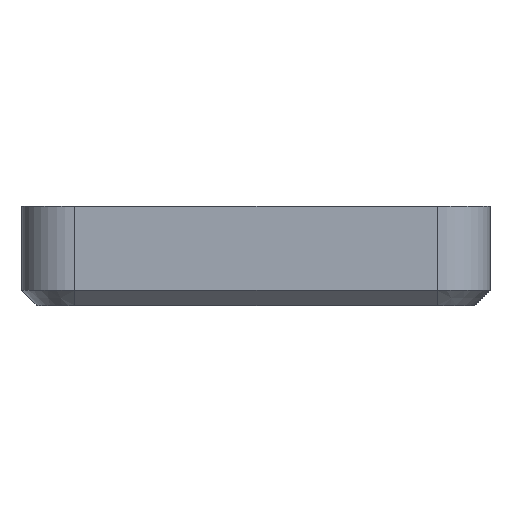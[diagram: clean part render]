
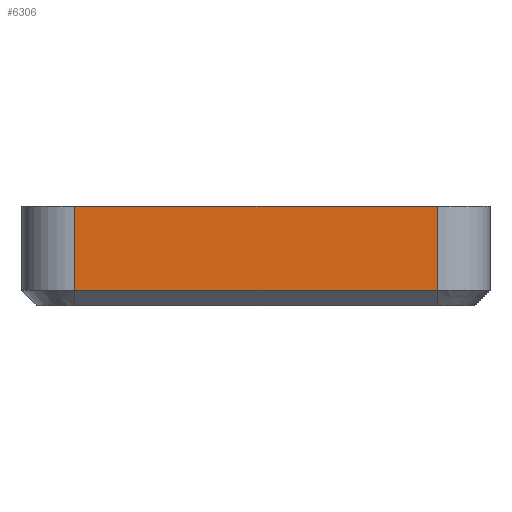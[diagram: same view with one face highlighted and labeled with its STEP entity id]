
A CAD part, left-side view. The second image highlights one B-rep face of the part: STEP entity #6306.
In plain terms, the highlighted planar face has unit normal (-1, 0, 0).
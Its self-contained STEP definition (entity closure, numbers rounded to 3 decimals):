
#842=FACE_OUTER_BOUND('',#1192,.T.);
#1192=EDGE_LOOP('',(#5705,#5706,#5707,#5708));
#1595=LINE('',#11506,#2199);
#1793=LINE('',#11931,#2397);
#1800=LINE('',#11947,#2404);
#1801=LINE('',#11949,#2405);
#2199=VECTOR('',#7130,10.);
#2397=VECTOR('',#7500,10.);
#2404=VECTOR('',#7521,10.);
#2405=VECTOR('',#7524,10.);
#2885=VERTEX_POINT('',#11503);
#2886=VERTEX_POINT('',#11505);
#3026=VERTEX_POINT('',#11925);
#3027=VERTEX_POINT('',#11929);
#3725=EDGE_CURVE('',#2886,#2885,#1595,.T.);
#3937=EDGE_CURVE('',#3026,#3027,#1793,.T.);
#3945=EDGE_CURVE('',#3027,#2885,#1800,.T.);
#3946=EDGE_CURVE('',#2886,#3026,#1801,.T.);
#5705=ORIENTED_EDGE('',*,*,#3937,.F.);
#5706=ORIENTED_EDGE('',*,*,#3946,.F.);
#5707=ORIENTED_EDGE('',*,*,#3725,.T.);
#5708=ORIENTED_EDGE('',*,*,#3945,.F.);
#5978=PLANE('',#6526);
#6306=ADVANCED_FACE('',(#842),#5978,.T.);
#6526=AXIS2_PLACEMENT_3D('',#11948,#7522,#7523);
#7130=DIRECTION('',(0.,1.,0.));
#7500=DIRECTION('',(0.,1.,0.));
#7521=DIRECTION('',(0.,0.,1.));
#7522=DIRECTION('center_axis',(-1.,0.,0.));
#7523=DIRECTION('ref_axis',(0.,1.,0.));
#7524=DIRECTION('',(0.,0.,-1.));
#11503=CARTESIAN_POINT('',(-78.6,12.1,2.));
#11505=CARTESIAN_POINT('',(-78.6,-12.1,2.));
#11506=CARTESIAN_POINT('',(-78.6,-15.6,2.));
#11925=CARTESIAN_POINT('',(-78.6,-12.1,-3.6));
#11929=CARTESIAN_POINT('',(-78.6,12.1,-3.6));
#11931=CARTESIAN_POINT('',(-78.6,-7.8,-3.6));
#11947=CARTESIAN_POINT('',(-78.6,12.1,2.));
#11948=CARTESIAN_POINT('Origin',(-78.6,-15.6,2.));
#11949=CARTESIAN_POINT('',(-78.6,-12.1,2.));
